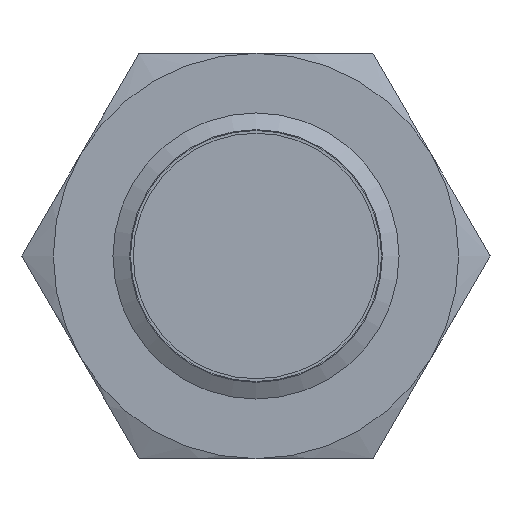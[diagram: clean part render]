
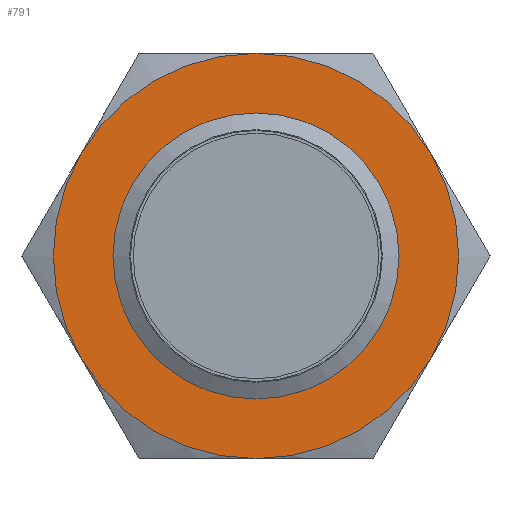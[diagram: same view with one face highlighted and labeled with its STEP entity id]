
A CAD part, left-side view. The second image highlights one B-rep face of the part: STEP entity #791.
In plain terms, the highlighted planar face has unit normal (-1, 0, 0).
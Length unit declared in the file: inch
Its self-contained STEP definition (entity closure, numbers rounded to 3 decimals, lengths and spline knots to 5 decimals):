
#59 = AXIS2_PLACEMENT_3D ( 'NONE', #1704, #1164, #956 ) ;
#70 = VERTEX_POINT ( 'NONE', #595 ) ;
#84 = VERTEX_POINT ( 'NONE', #138 ) ;
#138 = CARTESIAN_POINT ( 'NONE',  ( 0.3937, -0.28981, -0.16732 ) ) ;
#220 = CARTESIAN_POINT ( 'NONE',  ( 0.3937, 0.28981, -0.16732 ) ) ;
#265 = DIRECTION ( 'NONE',  ( 1., 0., 0. ) ) ;
#275 = DIRECTION ( 'NONE',  ( -1., 0., 0. ) ) ;
#276 = CIRCLE ( 'NONE', #393, 0.33465 ) ;
#294 = CIRCLE ( 'NONE', #1325, 0.33465 ) ;
#322 = EDGE_CURVE ( 'NONE', #1798, #1658, #2256, .T. ) ;
#357 = VERTEX_POINT ( 'NONE', #220 ) ;
#359 = EDGE_CURVE ( 'NONE', #84, #70, #1734, .T. ) ;
#363 = ORIENTED_EDGE ( 'NONE', *, *, #789, .F. ) ;
#393 = AXIS2_PLACEMENT_3D ( 'NONE', #1377, #265, #627 ) ;
#396 = CARTESIAN_POINT ( 'NONE',  ( 0.3937, 0., 0. ) ) ;
#434 = AXIS2_PLACEMENT_3D ( 'NONE', #1914, #275, #828 ) ;
#446 = EDGE_CURVE ( 'NONE', #928, #1798, #2340, .T. ) ;
#473 = CARTESIAN_POINT ( 'NONE',  ( 0.3937, 0.28981, 0.16732 ) ) ;
#547 = FACE_OUTER_BOUND ( 'NONE', #838, .T. ) ;
#590 = CIRCLE ( 'NONE', #1008, 0.33465 ) ;
#595 = CARTESIAN_POINT ( 'NONE',  ( 0.3937, 0., -0.33465 ) ) ;
#599 = AXIS2_PLACEMENT_3D ( 'NONE', #1324, #1671, #1132 ) ;
#627 = DIRECTION ( 'NONE',  ( 0., 1., 0. ) ) ;
#713 = DIRECTION ( 'NONE',  ( 1., 0., 0. ) ) ;
#735 = AXIS2_PLACEMENT_3D ( 'NONE', #1433, #752, #890 ) ;
#752 = DIRECTION ( 'NONE',  ( 1., 0., 0. ) ) ;
#789 = EDGE_CURVE ( 'NONE', #357, #928, #590, .T. ) ;
#791 = ADVANCED_FACE ( 'NONE', ( #2354, #547 ), #2032, .F. ) ;
#828 = DIRECTION ( 'NONE',  ( 0., 0., 1. ) ) ;
#837 = EDGE_CURVE ( 'NONE', #70, #357, #276, .T. ) ;
#838 = EDGE_LOOP ( 'NONE', ( #1985, #1882, #1431, #1687, #1197, #363 ) ) ;
#890 = DIRECTION ( 'NONE',  ( 0., 1., 0. ) ) ;
#928 = VERTEX_POINT ( 'NONE', #473 ) ;
#956 = DIRECTION ( 'NONE',  ( 0., 1., 0. ) ) ;
#963 = EDGE_CURVE ( 'NONE', #1897, #1897, #969, .T. ) ;
#969 = CIRCLE ( 'NONE', #434, 0.23622 ) ;
#1008 = AXIS2_PLACEMENT_3D ( 'NONE', #1984, #713, #1813 ) ;
#1030 = DIRECTION ( 'NONE',  ( 0., 0., -1. ) ) ;
#1117 = CARTESIAN_POINT ( 'NONE',  ( 0.3937, 0., 0.33465 ) ) ;
#1125 = ORIENTED_EDGE ( 'NONE', *, *, #963, .F. ) ;
#1132 = DIRECTION ( 'NONE',  ( 0., 1., 0. ) ) ;
#1164 = DIRECTION ( 'NONE',  ( 1., 0., 0. ) ) ;
#1197 = ORIENTED_EDGE ( 'NONE', *, *, #446, .F. ) ;
#1215 = EDGE_CURVE ( 'NONE', #1658, #84, #294, .T. ) ;
#1241 = DIRECTION ( 'NONE',  ( 1., 0., 0. ) ) ;
#1324 = CARTESIAN_POINT ( 'NONE',  ( 0.3937, 0., 0. ) ) ;
#1325 = AXIS2_PLACEMENT_3D ( 'NONE', #1578, #1241, #1030 ) ;
#1377 = CARTESIAN_POINT ( 'NONE',  ( 0.3937, 0., 0. ) ) ;
#1431 = ORIENTED_EDGE ( 'NONE', *, *, #1215, .F. ) ;
#1433 = CARTESIAN_POINT ( 'NONE',  ( 0.3937, 0., 0. ) ) ;
#1578 = CARTESIAN_POINT ( 'NONE',  ( 0.3937, 0., 0. ) ) ;
#1658 = VERTEX_POINT ( 'NONE', #1982 ) ;
#1671 = DIRECTION ( 'NONE',  ( 1., 0., 0. ) ) ;
#1687 = ORIENTED_EDGE ( 'NONE', *, *, #322, .F. ) ;
#1704 = CARTESIAN_POINT ( 'NONE',  ( 0.3937, 0., 0. ) ) ;
#1734 = CIRCLE ( 'NONE', #59, 0.33465 ) ;
#1798 = VERTEX_POINT ( 'NONE', #1117 ) ;
#1813 = DIRECTION ( 'NONE',  ( 0., 0., -1. ) ) ;
#1857 = DIRECTION ( 'NONE',  ( 0., 0., -1. ) ) ;
#1882 = ORIENTED_EDGE ( 'NONE', *, *, #359, .F. ) ;
#1897 = VERTEX_POINT ( 'NONE', #2251 ) ;
#1914 = CARTESIAN_POINT ( 'NONE',  ( 0.3937, 0., 0. ) ) ;
#1982 = CARTESIAN_POINT ( 'NONE',  ( 0.3937, -0.28981, 0.16732 ) ) ;
#1984 = CARTESIAN_POINT ( 'NONE',  ( 0.3937, 0., 0. ) ) ;
#1985 = ORIENTED_EDGE ( 'NONE', *, *, #837, .F. ) ;
#2032 = PLANE ( 'NONE',  #2227 ) ;
#2227 = AXIS2_PLACEMENT_3D ( 'NONE', #396, #2329, #1857 ) ;
#2251 = CARTESIAN_POINT ( 'NONE',  ( 0.3937, 0., 0.23622 ) ) ;
#2256 = CIRCLE ( 'NONE', #735, 0.33465 ) ;
#2266 = EDGE_LOOP ( 'NONE', ( #1125 ) ) ;
#2329 = DIRECTION ( 'NONE',  ( 1., 0., 0. ) ) ;
#2340 = CIRCLE ( 'NONE', #599, 0.33465 ) ;
#2354 = FACE_BOUND ( 'NONE', #2266, .T. ) ;
